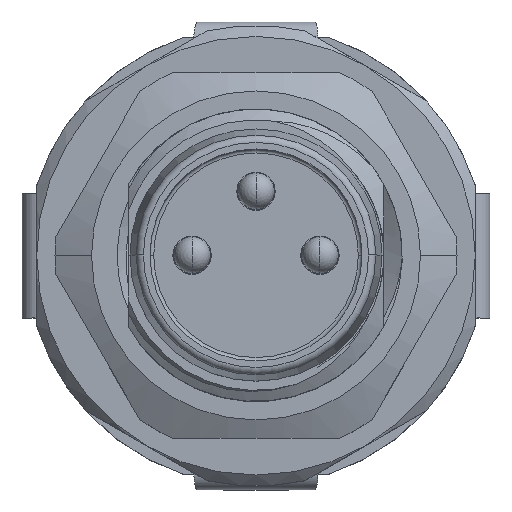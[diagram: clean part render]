
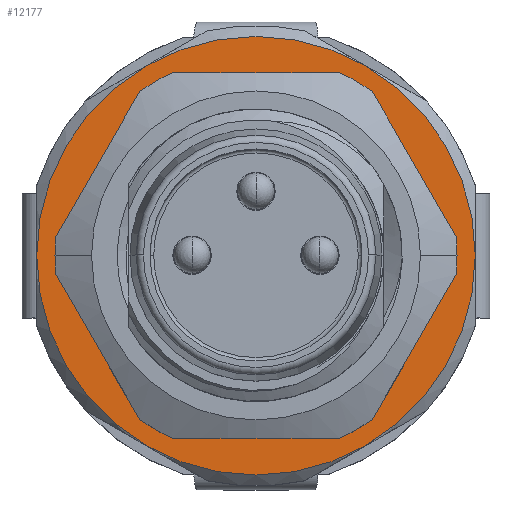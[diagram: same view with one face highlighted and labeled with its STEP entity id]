
A CAD part, top view. The second image highlights one B-rep face of the part: STEP entity #12177.
In plain terms, the highlighted planar face has unit normal (0, 0, 1).
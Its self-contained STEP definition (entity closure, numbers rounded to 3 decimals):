
#1218=CARTESIAN_POINT('',(0.,0.,0.));
#1219=DIRECTION('',(0.,0.,1.));
#1220=DIRECTION('',(0.5,0.866,0.));
#1221=AXIS2_PLACEMENT_3D('',#1218,#1219,#1220);
#1223=CARTESIAN_POINT('',(0.,0.,0.));
#1224=DIRECTION('',(0.,0.,-1.));
#1225=DIRECTION('',(0.5,0.866,0.));
#1226=AXIS2_PLACEMENT_3D('',#1223,#1224,#1225);
#1228=CARTESIAN_POINT('',(0.,0.,0.));
#1229=DIRECTION('',(0.,0.,-1.));
#1230=DIRECTION('',(1.,0.,0.));
#1231=AXIS2_PLACEMENT_3D('',#1228,#1229,#1230);
#1233=CARTESIAN_POINT('',(0.,0.,0.));
#1234=DIRECTION('',(0.,0.,-1.));
#1235=DIRECTION('',(-0.5,-0.866,0.));
#1236=AXIS2_PLACEMENT_3D('',#1233,#1234,#1235);
#1238=CARTESIAN_POINT('',(0.,0.,0.));
#1239=DIRECTION('',(0.,0.,-1.));
#1240=DIRECTION('',(-1.,0.,0.));
#1241=AXIS2_PLACEMENT_3D('',#1238,#1239,#1240);
#1243=CARTESIAN_POINT('',(0.,0.,0.));
#1244=DIRECTION('',(0.,0.,1.));
#1245=DIRECTION('',(0.,1.,0.));
#1246=AXIS2_PLACEMENT_3D('',#1243,#1244,#1245);
#1248=CARTESIAN_POINT('',(0.,0.,0.));
#1249=DIRECTION('',(0.,0.,1.));
#1250=DIRECTION('',(0.,-1.,0.));
#1251=AXIS2_PLACEMENT_3D('',#1248,#1249,#1250);
#1258=CARTESIAN_POINT('',(0.,0.,0.));
#1259=DIRECTION('',(0.,0.,1.));
#1260=DIRECTION('',(-0.5,-0.866,0.));
#1261=AXIS2_PLACEMENT_3D('',#1258,#1259,#1260);
#8532=CARTESIAN_POINT('',(3.,5.196,0.));
#8533=CARTESIAN_POINT('',(6.,0.,0.));
#8534=VERTEX_POINT('',#8532);
#8535=VERTEX_POINT('',#8533);
#8536=CARTESIAN_POINT('',(3.,-5.196,0.));
#8537=VERTEX_POINT('',#8536);
#8538=CARTESIAN_POINT('',(-3.,-5.196,0.));
#8539=CARTESIAN_POINT('',(-6.,0.,0.));
#8540=VERTEX_POINT('',#8538);
#8541=VERTEX_POINT('',#8539);
#8542=CARTESIAN_POINT('',(-3.,5.196,0.));
#8543=VERTEX_POINT('',#8542);
#8560=CARTESIAN_POINT('',(0.,3.8,0.));
#8561=CARTESIAN_POINT('',(0.,-3.8,0.));
#8562=VERTEX_POINT('',#8560);
#8563=VERTEX_POINT('',#8561);
#12157=CARTESIAN_POINT('',(0.,0.,0.));
#12158=DIRECTION('',(0.,0.,-1.));
#12159=DIRECTION('',(-1.,0.,0.));
#12160=AXIS2_PLACEMENT_3D('',#12157,#12158,#12159);
#12161=PLANE('',#12160);
#12162=ORIENTED_EDGE('',*,*,#12150,.F.);
#12163=ORIENTED_EDGE('',*,*,#12101,.T.);
#12164=ORIENTED_EDGE('',*,*,#12086,.T.);
#12166=ORIENTED_EDGE('',*,*,#12165,.F.);
#12167=ORIENTED_EDGE('',*,*,#12115,.T.);
#12168=ORIENTED_EDGE('',*,*,#12131,.T.);
#12169=EDGE_LOOP('',(#12162,#12163,#12164,#12166,#12167,#12168));
#12170=FACE_OUTER_BOUND('',#12169,.F.);
#12172=ORIENTED_EDGE('',*,*,#12171,.T.);
#12174=ORIENTED_EDGE('',*,*,#12173,.T.);
#12175=EDGE_LOOP('',(#12172,#12174));
#12176=FACE_BOUND('',#12175,.F.);
#1222=CIRCLE('',#1221,6.);
#1227=CIRCLE('',#1226,6.);
#1232=CIRCLE('',#1231,6.);
#1237=CIRCLE('',#1236,6.);
#1242=CIRCLE('',#1241,6.);
#1247=CIRCLE('',#1246,3.8);
#1252=CIRCLE('',#1251,3.8);
#1262=CIRCLE('',#1261,6.);
#12086=EDGE_CURVE('',#8535,#8537,#1232,.T.);
#12101=EDGE_CURVE('',#8534,#8535,#1227,.T.);
#12115=EDGE_CURVE('',#8540,#8541,#1237,.T.);
#12131=EDGE_CURVE('',#8541,#8543,#1242,.T.);
#12150=EDGE_CURVE('',#8534,#8543,#1222,.T.);
#12165=EDGE_CURVE('',#8540,#8537,#1262,.T.);
#12171=EDGE_CURVE('',#8562,#8563,#1247,.T.);
#12173=EDGE_CURVE('',#8563,#8562,#1252,.T.);
#12177=ADVANCED_FACE('',(#12170,#12176),#12161,.F.);
